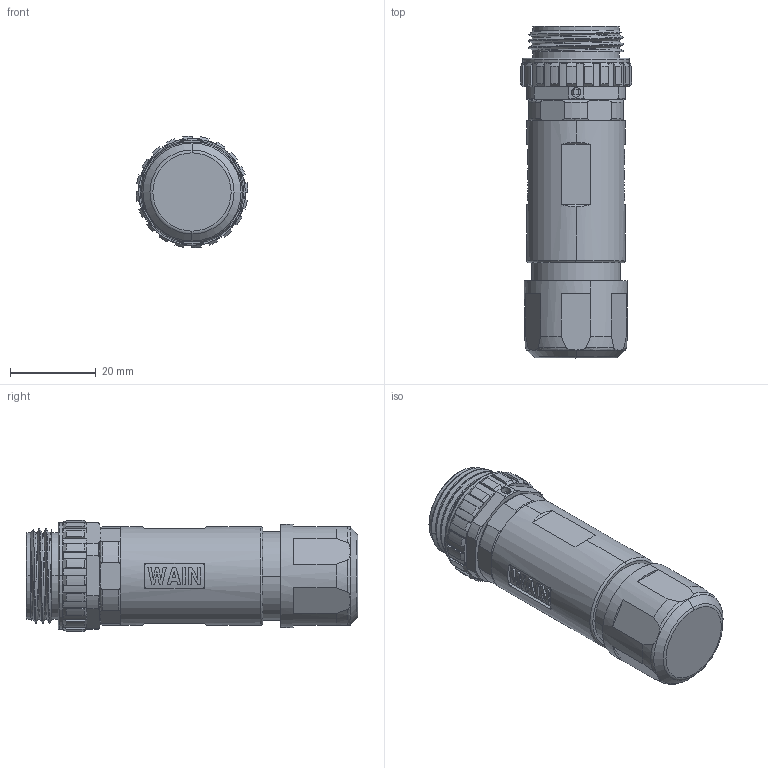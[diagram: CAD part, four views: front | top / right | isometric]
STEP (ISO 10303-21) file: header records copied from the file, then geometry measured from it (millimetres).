
FILE_DESCRIPTION((''),'2;1');
FILE_NAME('7_8-M03-T-DX_SW0001','2020-12-08T',('tc.chen'),(''),'PRO/ENGINEER BY PARAMETRIC TECHNOLOGY CORPORATION, 2012480','PRO/ENGINEER BY PARAMETRIC TECHNOLOGY CORPORATION, 2012480','');
FILE_SCHEMA(('AUTOMOTIVE_DESIGN { 1 0 10303 214 1 1 1 1 }'));
Length unit declared in the file: millimetre
Products named in the file (1): 7_8-M03-T-DX_SW0001
Bounding box: 26 x 77.25 x 26 mm (x, y, z)
Volume: 30348.1 mm3; surface area: 9032 mm2
Topology: 1 solids, 2 shells, 449 faces, 1207 edges, 788 vertices
Faces by surface type: plane 176, cylinder 174, bspline 46, torus 31, cone 22
Entity records: 20731 total; most frequent: CARTESIAN_POINT 9347, ORIENTED_EDGE 2414, DIRECTION 2029, EDGE_CURVE 1207, VERTEX_POINT 788, AXIS2_PLACEMENT_3D 770, VECTOR 489, LINE 489
